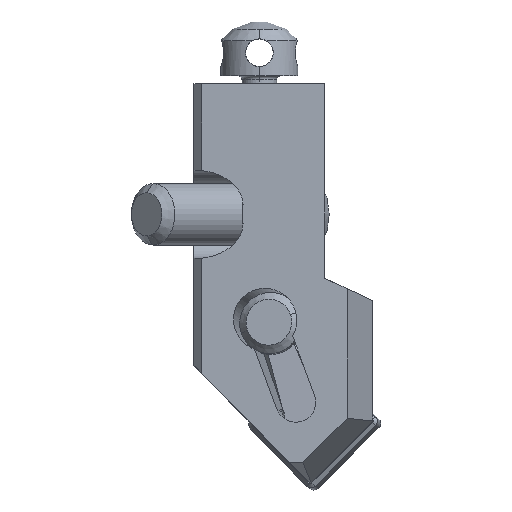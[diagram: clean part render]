
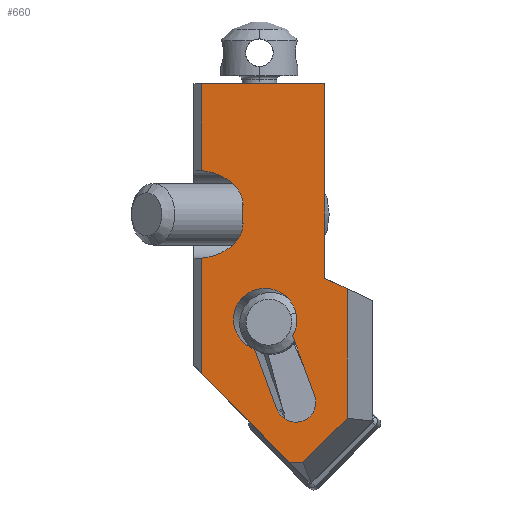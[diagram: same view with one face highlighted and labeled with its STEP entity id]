
A CAD part, front view. The second image highlights one B-rep face of the part: STEP entity #660.
In plain terms, the highlighted planar face has unit normal (0, -1, 0).
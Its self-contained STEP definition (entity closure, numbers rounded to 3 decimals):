
#660=ADVANCED_FACE('',(#962,#963),#871,.F.);
#871=PLANE('',#3914);
#962=FACE_BOUND('',#996,.T.);
#963=FACE_BOUND('',#997,.T.);
#996=EDGE_LOOP('',(#1240,#1241,#1242,#1243,#1244,#1245,#1246,#1247,#1248,
#1249,#1250,#1251));
#997=EDGE_LOOP('',(#1252,#1253,#1254,#1255,#1256));
#1224=ELLIPSE('',#3909,6.364,4.5);
#1225=ELLIPSE('',#3910,6.364,4.5);
#1226=ELLIPSE('',#3911,4.135,4.063);
#1227=ELLIPSE('',#3912,4.135,4.063);
#1228=ELLIPSE('',#3913,2.647,2.6);
#1240=ORIENTED_EDGE('',*,*,#2673,.T.);
#1241=ORIENTED_EDGE('',*,*,#2674,.F.);
#1242=ORIENTED_EDGE('',*,*,#2675,.T.);
#1243=ORIENTED_EDGE('',*,*,#2676,.F.);
#1244=ORIENTED_EDGE('',*,*,#2677,.T.);
#1245=ORIENTED_EDGE('',*,*,#2678,.F.);
#1246=ORIENTED_EDGE('',*,*,#2679,.T.);
#1247=ORIENTED_EDGE('',*,*,#2680,.T.);
#1248=ORIENTED_EDGE('',*,*,#2681,.T.);
#1249=ORIENTED_EDGE('',*,*,#2682,.F.);
#1250=ORIENTED_EDGE('',*,*,#2683,.T.);
#1251=ORIENTED_EDGE('',*,*,#2684,.T.);
#1252=ORIENTED_EDGE('',*,*,#2685,.T.);
#1253=ORIENTED_EDGE('',*,*,#2686,.F.);
#1254=ORIENTED_EDGE('',*,*,#2687,.T.);
#1255=ORIENTED_EDGE('',*,*,#2688,.T.);
#1256=ORIENTED_EDGE('',*,*,#2689,.T.);
#2326=VERTEX_POINT('',#5448);
#2327=VERTEX_POINT('',#5449);
#2328=VERTEX_POINT('',#5451);
#2329=VERTEX_POINT('',#5453);
#2330=VERTEX_POINT('',#5455);
#2331=VERTEX_POINT('',#5457);
#2332=VERTEX_POINT('',#5459);
#2333=VERTEX_POINT('',#5461);
#2334=VERTEX_POINT('',#5463);
#2335=VERTEX_POINT('',#5465);
#2336=VERTEX_POINT('',#5467);
#2337=VERTEX_POINT('',#5469);
#2338=VERTEX_POINT('',#5472);
#2339=VERTEX_POINT('',#5473);
#2340=VERTEX_POINT('',#5475);
#2341=VERTEX_POINT('',#5477);
#2342=VERTEX_POINT('',#5479);
#2673=EDGE_CURVE('',#2326,#2327,#3216,.T.);
#2674=EDGE_CURVE('',#2328,#2327,#3217,.T.);
#2675=EDGE_CURVE('',#2328,#2329,#3218,.T.);
#2676=EDGE_CURVE('',#2330,#2329,#3219,.T.);
#2677=EDGE_CURVE('',#2330,#2331,#3220,.T.);
#2678=EDGE_CURVE('',#2332,#2331,#3221,.T.);
#2679=EDGE_CURVE('',#2332,#2333,#3222,.T.);
#2680=EDGE_CURVE('',#2333,#2334,#3223,.T.);
#2681=EDGE_CURVE('',#2334,#2335,#3224,.T.);
#2682=EDGE_CURVE('',#2336,#2335,#1224,.T.);
#2683=EDGE_CURVE('',#2336,#2337,#3225,.T.);
#2684=EDGE_CURVE('',#2337,#2326,#1225,.T.);
#2685=EDGE_CURVE('',#2338,#2339,#1226,.T.);
#2686=EDGE_CURVE('',#2340,#2339,#1227,.T.);
#2687=EDGE_CURVE('',#2340,#2341,#3226,.T.);
#2688=EDGE_CURVE('',#2341,#2342,#1228,.T.);
#2689=EDGE_CURVE('',#2342,#2338,#3227,.T.);
#3216=LINE('',#5447,#3480);
#3217=LINE('',#5450,#3481);
#3218=LINE('',#5452,#3482);
#3219=LINE('',#5454,#3483);
#3220=LINE('',#5456,#3484);
#3221=LINE('',#5458,#3485);
#3222=LINE('',#5460,#3486);
#3223=LINE('',#5462,#3487);
#3224=LINE('',#5464,#3488);
#3225=LINE('',#5468,#3489);
#3226=LINE('',#5476,#3490);
#3227=LINE('',#5480,#3491);
#3480=VECTOR('',#4362,1.);
#3481=VECTOR('',#4363,1.);
#3482=VECTOR('',#4364,1.);
#3483=VECTOR('',#4365,1.);
#3484=VECTOR('',#4366,1.);
#3485=VECTOR('',#4367,1.);
#3486=VECTOR('',#4368,1.);
#3487=VECTOR('',#4369,1.);
#3488=VECTOR('',#4370,1.);
#3489=VECTOR('',#4373,1.);
#3490=VECTOR('',#4380,1.);
#3491=VECTOR('',#4383,1.);
#3909=AXIS2_PLACEMENT_3D('',#5466,#4371,#4372);
#3910=AXIS2_PLACEMENT_3D('',#5470,#4374,#4375);
#3911=AXIS2_PLACEMENT_3D('',#5471,#4376,#4377);
#3912=AXIS2_PLACEMENT_3D('',#5474,#4378,#4379);
#3913=AXIS2_PLACEMENT_3D('',#5478,#4381,#4382);
#3914=AXIS2_PLACEMENT_3D('',#5481,#4384,#4385);
#4362=DIRECTION('',(0.,0.,-1.));
#4363=DIRECTION('',(-0.702,0.,0.712));
#4364=DIRECTION('',(1.,0.,0.));
#4365=DIRECTION('',(-0.707,0.,-0.707));
#4366=DIRECTION('',(0.,0.,1.));
#4367=DIRECTION('',(0.906,0.,-0.423));
#4368=DIRECTION('',(0.,0.,1.));
#4369=DIRECTION('',(-1.,0.,0.));
#4370=DIRECTION('',(0.,0.,-1.));
#4371=DIRECTION('',(0.,-1.,0.));
#4372=DIRECTION('',(-1.,0.,0.));
#4373=DIRECTION('',(0.,0.,-1.));
#4374=DIRECTION('',(0.,1.,0.));
#4375=DIRECTION('',(-1.,0.,0.));
#4376=DIRECTION('',(0.,1.,0.));
#4377=DIRECTION('',(-0.833,0.,0.553));
#4378=DIRECTION('',(0.,-1.,0.));
#4379=DIRECTION('',(-0.833,0.,0.553));
#4380=DIRECTION('',(0.347,0.,-0.938));
#4381=DIRECTION('',(0.,1.,0.));
#4382=DIRECTION('',(-0.833,0.,0.553));
#4383=DIRECTION('',(-0.347,0.,0.938));
#4384=DIRECTION('',(0.,1.,0.));
#4385=DIRECTION('',(0.,0.,-1.));
#5447=CARTESIAN_POINT('',(-16.,0.,-22.694));
#5448=CARTESIAN_POINT('',(-16.,0.,-22.694));
#5449=CARTESIAN_POINT('',(-16.,0.,-37.656));
#5450=CARTESIAN_POINT('',(-4.556,0.,-49.262));
#5451=CARTESIAN_POINT('',(-4.556,0.,-49.262));
#5452=CARTESIAN_POINT('',(-4.556,0.,-49.262));
#5453=CARTESIAN_POINT('',(-2.857,0.,-49.262));
#5454=CARTESIAN_POINT('',(2.896,0.,-43.508));
#5455=CARTESIAN_POINT('',(2.896,0.,-43.508));
#5456=CARTESIAN_POINT('',(2.896,0.,-43.508));
#5457=CARTESIAN_POINT('',(2.896,0.,-26.651));
#5458=CARTESIAN_POINT('',(0.,0.,-25.3));
#5459=CARTESIAN_POINT('',(0.,0.,-25.3));
#5460=CARTESIAN_POINT('',(0.,0.,-25.3));
#5461=CARTESIAN_POINT('',(0.,0.,0.));
#5462=CARTESIAN_POINT('',(0.,0.,0.));
#5463=CARTESIAN_POINT('',(-16.,0.,0.));
#5464=CARTESIAN_POINT('',(-16.,0.,0.));
#5465=CARTESIAN_POINT('',(-16.,0.,-11.306));
#5466=CARTESIAN_POINT('',(-17.,0.,-15.75));
#5467=CARTESIAN_POINT('',(-10.636,0.,-15.75));
#5468=CARTESIAN_POINT('',(-10.636,0.,-15.75));
#5469=CARTESIAN_POINT('',(-10.636,0.,-18.25));
#5470=CARTESIAN_POINT('',(-17.,0.,-18.25));
#5471=CARTESIAN_POINT('',(-7.75,0.,-30.696));
#5472=CARTESIAN_POINT('',(-9.124,0.,-34.523));
#5473=CARTESIAN_POINT('',(-7.817,0.,-26.611));
#5474=CARTESIAN_POINT('',(-7.75,0.,-30.696));
#5475=CARTESIAN_POINT('',(-4.185,0.,-32.793));
#5476=CARTESIAN_POINT('',(-4.185,0.,-32.793));
#5477=CARTESIAN_POINT('',(-1.326,0.,-40.529));
#5478=CARTESIAN_POINT('',(-3.795,0.,-41.394));
#5479=CARTESIAN_POINT('',(-6.265,0.,-42.26));
#5480=CARTESIAN_POINT('',(-6.265,0.,-42.26));
#5481=CARTESIAN_POINT('',(-6.552,0.,-24.631));
